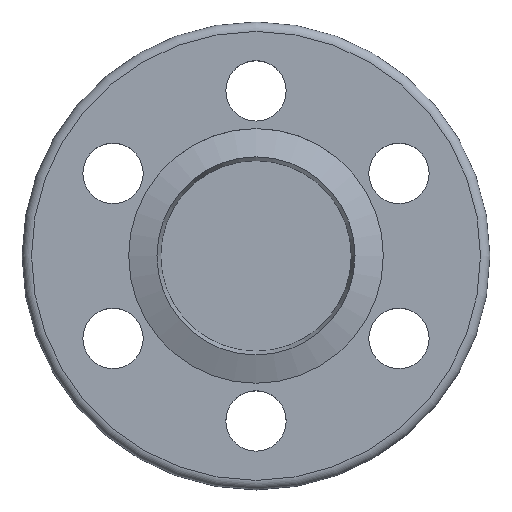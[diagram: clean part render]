
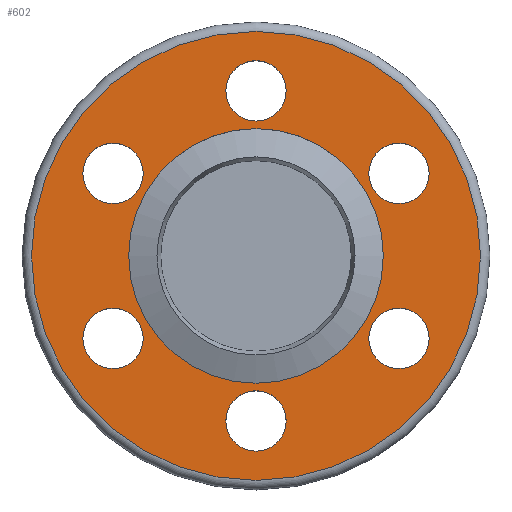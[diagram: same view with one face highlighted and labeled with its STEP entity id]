
A CAD part, top view. The second image highlights one B-rep face of the part: STEP entity #602.
In plain terms, the highlighted planar face has unit normal (0, 0, 1).
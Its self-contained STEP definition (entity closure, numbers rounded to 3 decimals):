
#144=CARTESIAN_POINT('',(6.778,-5.761,6.));
#145=VERTEX_POINT('',#144);
#146=CARTESIAN_POINT('',(7.578,-4.375,6.));
#147=DIRECTION('',(0.0,0.0,-1.0));
#148=DIRECTION('',(-0.5,-0.866,0.0));
#149=AXIS2_PLACEMENT_3D('',#146,#147,#148);
#150=CIRCLE('',#149,1.6);
#151=EDGE_CURVE('',#145,#145,#150,.T.);
#193=CARTESIAN_POINT('',(-1.6,-8.75,6.));
#194=VERTEX_POINT('',#193);
#195=CARTESIAN_POINT('',(0.,-8.75,6.));
#196=DIRECTION('',(0.0,0.0,-1.0));
#197=DIRECTION('',(-1.0,0.0,0.0));
#198=AXIS2_PLACEMENT_3D('',#195,#196,#197);
#199=CIRCLE('',#198,1.6);
#200=EDGE_CURVE('',#194,#194,#199,.T.);
#242=CARTESIAN_POINT('',(-8.378,-2.989,6.));
#243=VERTEX_POINT('',#242);
#244=CARTESIAN_POINT('',(-7.578,-4.375,6.));
#245=DIRECTION('',(0.0,0.0,-1.));
#246=DIRECTION('',(-0.5,0.866,0.0));
#247=AXIS2_PLACEMENT_3D('',#244,#245,#246);
#248=CIRCLE('',#247,1.6);
#249=EDGE_CURVE('',#243,#243,#248,.T.);
#291=CARTESIAN_POINT('',(-6.778,5.761,6.));
#292=VERTEX_POINT('',#291);
#293=CARTESIAN_POINT('',(-7.578,4.375,6.));
#294=DIRECTION('',(0.0,0.0,-1.0));
#295=DIRECTION('',(0.5,0.866,0.0));
#296=AXIS2_PLACEMENT_3D('',#293,#294,#295);
#297=CIRCLE('',#296,1.6);
#298=EDGE_CURVE('',#292,#292,#297,.T.);
#340=CARTESIAN_POINT('',(8.378,2.989,6.));
#341=VERTEX_POINT('',#340);
#342=CARTESIAN_POINT('',(7.578,4.375,6.));
#343=DIRECTION('',(0.0,0.0,-1.0));
#344=DIRECTION('',(0.5,-0.866,0.0));
#345=AXIS2_PLACEMENT_3D('',#342,#343,#344);
#346=CIRCLE('',#345,1.6);
#347=EDGE_CURVE('',#341,#341,#346,.T.);
#389=CARTESIAN_POINT('',(1.6,8.75,6.));
#390=VERTEX_POINT('',#389);
#391=CARTESIAN_POINT('',(0.0,8.75,6.));
#392=DIRECTION('',(0.0,0.0,-1.0));
#393=DIRECTION('',(1.0,0.0,0.0));
#394=AXIS2_PLACEMENT_3D('',#391,#392,#393);
#395=CIRCLE('',#394,1.6);
#396=EDGE_CURVE('',#390,#390,#395,.T.);
#417=CARTESIAN_POINT('',(0.0,-6.75,6.));
#418=VERTEX_POINT('',#417);
#419=CARTESIAN_POINT('',(0.0,0.,6.));
#420=DIRECTION('',(0.0,0.0,-1.0));
#421=DIRECTION('',(0.0,-1.0,0.0));
#422=AXIS2_PLACEMENT_3D('',#419,#420,#421);
#423=CIRCLE('',#422,6.75);
#424=EDGE_CURVE('',#418,#418,#423,.T.);
#558=CARTESIAN_POINT('',(11.9,0.,6.));
#559=VERTEX_POINT('',#558);
#560=CARTESIAN_POINT('',(0.0,0.0,6.));
#561=DIRECTION('',(0.0,0.0,-1.0));
#562=DIRECTION('',(-1.0,0.0,0.0));
#563=AXIS2_PLACEMENT_3D('',#560,#561,#562);
#564=CIRCLE('',#563,11.9);
#565=EDGE_CURVE('',#559,#559,#564,.T.);
#573=CARTESIAN_POINT('',(0.0,0.0,6.));
#574=DIRECTION('',(0.0,0.0,-1.0));
#575=DIRECTION('',(-1.0,0.0,0.0));
#576=AXIS2_PLACEMENT_3D('',#573,#574,#575);
#577=PLANE('',#576);
#578=ORIENTED_EDGE('',*,*,#565,.F.);
#579=EDGE_LOOP('',(#578));
#580=FACE_OUTER_BOUND('',#579,.T.);
#581=ORIENTED_EDGE('',*,*,#151,.T.);
#582=EDGE_LOOP('',(#581));
#583=FACE_BOUND('',#582,.T.);
#584=ORIENTED_EDGE('',*,*,#200,.T.);
#585=EDGE_LOOP('',(#584));
#586=FACE_BOUND('',#585,.T.);
#587=ORIENTED_EDGE('',*,*,#249,.T.);
#588=EDGE_LOOP('',(#587));
#589=FACE_BOUND('',#588,.T.);
#590=ORIENTED_EDGE('',*,*,#298,.T.);
#591=EDGE_LOOP('',(#590));
#592=FACE_BOUND('',#591,.T.);
#593=ORIENTED_EDGE('',*,*,#347,.T.);
#594=EDGE_LOOP('',(#593));
#595=FACE_BOUND('',#594,.T.);
#596=ORIENTED_EDGE('',*,*,#396,.T.);
#597=EDGE_LOOP('',(#596));
#598=FACE_BOUND('',#597,.T.);
#599=ORIENTED_EDGE('',*,*,#424,.T.);
#600=EDGE_LOOP('',(#599));
#601=FACE_BOUND('',#600,.T.);
#602=ADVANCED_FACE('',(#580,#583,#586,#589,#592,#595,#598,#601),#577,.F.);
